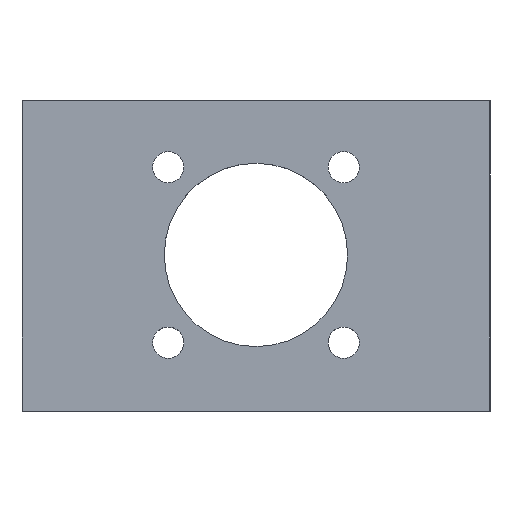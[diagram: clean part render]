
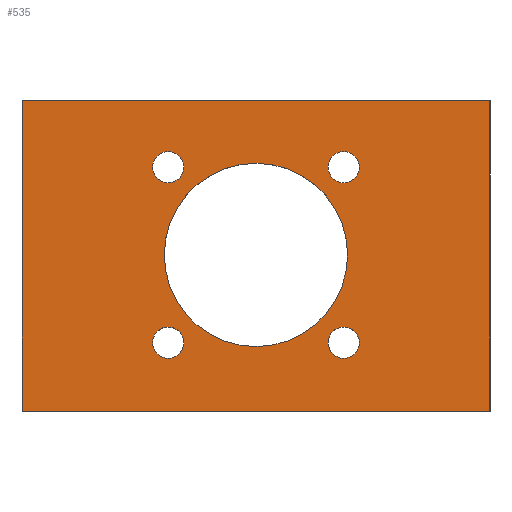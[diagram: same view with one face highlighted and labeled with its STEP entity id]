
A CAD part, top view. The second image highlights one B-rep face of the part: STEP entity #535.
In plain terms, the highlighted planar face has unit normal (0, 0, 1).
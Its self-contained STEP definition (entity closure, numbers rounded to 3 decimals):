
#15=FACE_BOUND('',#130,.T.);
#16=FACE_BOUND('',#131,.T.);
#17=FACE_BOUND('',#132,.T.);
#18=FACE_BOUND('',#133,.T.);
#19=FACE_BOUND('',#134,.T.);
#35=CIRCLE('',#573,4.);
#37=CIRCLE('',#576,4.);
#39=CIRCLE('',#579,4.);
#41=CIRCLE('',#582,4.);
#59=CIRCLE('',#609,23.5);
#94=FACE_OUTER_BOUND('',#129,.T.);
#129=EDGE_LOOP('',(#419,#420,#421,#422));
#130=EDGE_LOOP('',(#423));
#131=EDGE_LOOP('',(#424));
#132=EDGE_LOOP('',(#425));
#133=EDGE_LOOP('',(#426));
#134=EDGE_LOOP('',(#427));
#190=LINE('',#900,#229);
#191=LINE('',#902,#230);
#192=LINE('',#904,#231);
#193=LINE('',#905,#232);
#229=VECTOR('',#735,10.);
#230=VECTOR('',#736,10.);
#231=VECTOR('',#737,10.);
#232=VECTOR('',#738,10.);
#256=VERTEX_POINT('',#826);
#258=VERTEX_POINT('',#832);
#260=VERTEX_POINT('',#838);
#262=VERTEX_POINT('',#844);
#280=VERTEX_POINT('',#898);
#281=VERTEX_POINT('',#899);
#282=VERTEX_POINT('',#901);
#283=VERTEX_POINT('',#903);
#284=VERTEX_POINT('',#906);
#302=EDGE_CURVE('',#256,#256,#35,.T.);
#305=EDGE_CURVE('',#258,#258,#37,.T.);
#308=EDGE_CURVE('',#260,#260,#39,.T.);
#311=EDGE_CURVE('',#262,#262,#41,.T.);
#338=EDGE_CURVE('',#280,#281,#190,.T.);
#339=EDGE_CURVE('',#281,#282,#191,.T.);
#340=EDGE_CURVE('',#282,#283,#192,.T.);
#341=EDGE_CURVE('',#283,#280,#193,.T.);
#342=EDGE_CURVE('',#284,#284,#59,.T.);
#419=ORIENTED_EDGE('',*,*,#338,.T.);
#420=ORIENTED_EDGE('',*,*,#339,.T.);
#421=ORIENTED_EDGE('',*,*,#340,.T.);
#422=ORIENTED_EDGE('',*,*,#341,.T.);
#423=ORIENTED_EDGE('',*,*,#302,.T.);
#424=ORIENTED_EDGE('',*,*,#305,.T.);
#425=ORIENTED_EDGE('',*,*,#308,.T.);
#426=ORIENTED_EDGE('',*,*,#311,.T.);
#427=ORIENTED_EDGE('',*,*,#342,.T.);
#503=PLANE('',#608);
#535=ADVANCED_FACE('',(#94,#15,#16,#17,#18,#19),#503,.F.);
#573=AXIS2_PLACEMENT_3D('',#827,#651,#652);
#576=AXIS2_PLACEMENT_3D('',#833,#658,#659);
#579=AXIS2_PLACEMENT_3D('',#839,#665,#666);
#582=AXIS2_PLACEMENT_3D('',#845,#672,#673);
#608=AXIS2_PLACEMENT_3D('',#897,#733,#734);
#609=AXIS2_PLACEMENT_3D('',#907,#739,#740);
#651=DIRECTION('center_axis',(0.,0.,
-1.));
#652=DIRECTION('ref_axis',(1.,0.,0.));
#658=DIRECTION('center_axis',(0.,0.,
-1.));
#659=DIRECTION('ref_axis',(1.,0.,0.));
#665=DIRECTION('center_axis',(0.,0.,
-1.));
#666=DIRECTION('ref_axis',(1.,0.,0.));
#672=DIRECTION('center_axis',(0.,0.,
-1.));
#673=DIRECTION('ref_axis',(1.,0.,0.));
#733=DIRECTION('center_axis',(0.,0.,
-1.));
#734=DIRECTION('ref_axis',(-1.,0.,0.));
#735=DIRECTION('',(-1.,0.,0.));
#736=DIRECTION('',(0.,-1.,0.));
#737=DIRECTION('',(1.,0.,0.));
#738=DIRECTION('',(0.,1.,0.));
#739=DIRECTION('center_axis',(0.,0.,
-1.));
#740=DIRECTION('ref_axis',(0.,1.,0.));
#826=CARTESIAN_POINT('',(18.479,62.55,128.4));
#827=CARTESIAN_POINT('Origin',(22.479,62.55,128.4));
#832=CARTESIAN_POINT('',(18.479,17.55,128.4));
#833=CARTESIAN_POINT('Origin',(22.479,17.55,128.4));
#838=CARTESIAN_POINT('',(-26.521,62.55,128.4));
#839=CARTESIAN_POINT('Origin',(-22.521,62.55,128.4));
#844=CARTESIAN_POINT('',(-26.521,17.55,128.4));
#845=CARTESIAN_POINT('Origin',(-22.521,17.55,128.4));
#897=CARTESIAN_POINT('Origin',(45.,-38.931,128.4));
#898=CARTESIAN_POINT('',(60.,79.6,128.4));
#899=CARTESIAN_POINT('',(-60.,79.6,128.4));
#900=CARTESIAN_POINT('',(52.5,79.6,128.4));
#901=CARTESIAN_POINT('',(-60.,0.,128.4));
#902=CARTESIAN_POINT('',(-60.,69.7,128.4));
#903=CARTESIAN_POINT('',(60.,0.,128.4));
#904=CARTESIAN_POINT('',(-7.5,0.,128.4));
#905=CARTESIAN_POINT('',(60.,14.9,128.4));
#906=CARTESIAN_POINT('',(-0.021,16.55,128.4));
#907=CARTESIAN_POINT('Origin',(-0.021,40.05,128.4));
